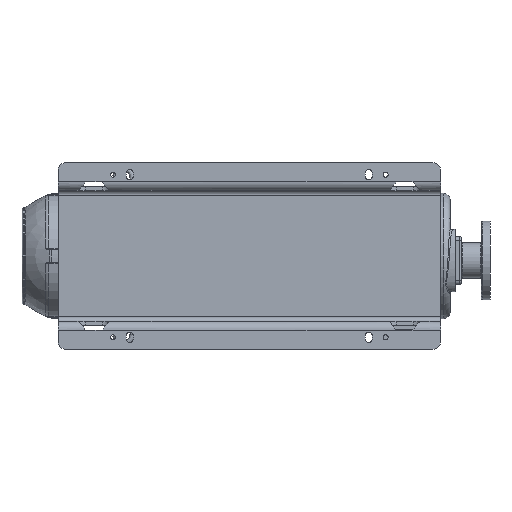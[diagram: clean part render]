
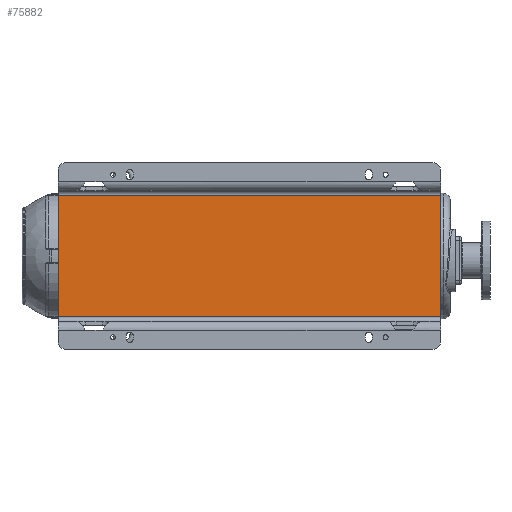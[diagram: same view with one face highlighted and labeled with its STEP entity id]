
A CAD part, front view. The second image highlights one B-rep face of the part: STEP entity #75882.
In plain terms, the highlighted planar face has unit normal (0, -1, 0).
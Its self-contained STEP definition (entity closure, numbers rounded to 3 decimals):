
#3780=DIRECTION('',(0.,0.,1.));
#3781=VECTOR('',#3780,254.);
#3782=CARTESIAN_POINT('',(-457.,-140.,-127.));
#3783=LINE('',#3782,#3781);
#3824=DIRECTION('',(0.,0.,1.));
#3825=VECTOR('',#3824,254.);
#3826=CARTESIAN_POINT('',(343.,-140.,-127.));
#3827=LINE('',#3826,#3825);
#3864=DIRECTION('',(1.,0.,0.));
#3865=VECTOR('',#3864,800.);
#3866=CARTESIAN_POINT('',(-457.,-140.,-127.));
#3867=LINE('',#3866,#3865);
#3868=DIRECTION('',(1.,0.,0.));
#3869=VECTOR('',#3868,800.);
#3870=CARTESIAN_POINT('',(-457.,-140.,127.));
#3871=LINE('',#3870,#3869);
#62004=CARTESIAN_POINT('',(-457.,-140.,-127.));
#62005=VERTEX_POINT('',#62004);
#62006=CARTESIAN_POINT('',(-457.,-140.,127.));
#62007=VERTEX_POINT('',#62006);
#62020=CARTESIAN_POINT('',(343.,-140.,-127.));
#62021=VERTEX_POINT('',#62020);
#62022=CARTESIAN_POINT('',(343.,-140.,127.));
#62023=VERTEX_POINT('',#62022);
#75870=CARTESIAN_POINT('',(-457.,-140.,-127.));
#75871=DIRECTION('',(0.,1.,0.));
#75872=DIRECTION('',(0.,0.,1.));
#75873=AXIS2_PLACEMENT_3D('',#75870,#75871,#75872);
#75874=PLANE('',#75873);
#75875=ORIENTED_EDGE('',*,*,#75748,.T.);
#75877=ORIENTED_EDGE('',*,*,#75876,.T.);
#75878=ORIENTED_EDGE('',*,*,#75807,.F.);
#75879=ORIENTED_EDGE('',*,*,#75862,.F.);
#75880=EDGE_LOOP('',(#75875,#75877,#75878,#75879));
#75881=FACE_OUTER_BOUND('',#75880,.F.);
#75882=ADVANCED_FACE('',(#75881),#75874,.F.);
#75748=EDGE_CURVE('',#62005,#62007,#3783,.T.);
#75807=EDGE_CURVE('',#62021,#62023,#3827,.T.);
#75862=EDGE_CURVE('',#62005,#62021,#3867,.T.);
#75876=EDGE_CURVE('',#62007,#62023,#3871,.T.);
